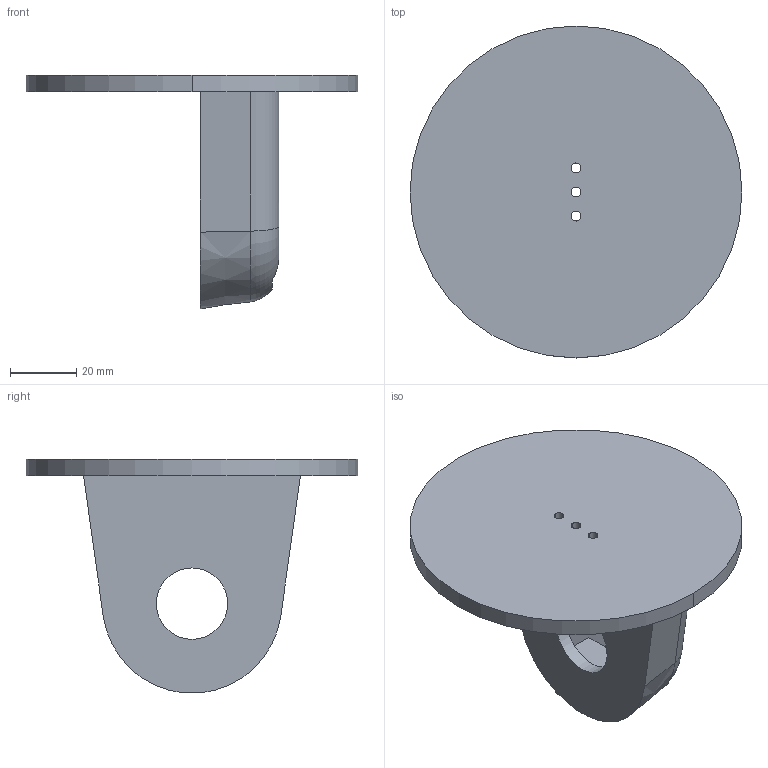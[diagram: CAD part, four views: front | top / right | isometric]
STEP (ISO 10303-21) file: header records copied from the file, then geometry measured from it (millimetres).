
FILE_DESCRIPTION (( 'STEP AP203' ), '1' );
FILE_NAME ('Rotating Waste_Default_sldprt.STEP', '2025-08-10T22:19:04', ( '' ), ( '' ), 'SwSTEP 2.0', 'SolidWorks 2024', '' );
FILE_SCHEMA (( 'CONFIG_CONTROL_DESIGN' ));
Length unit declared in the file: millimetre
Products named in the file (1): Rotating Waste_Default_sldprt
Bounding box: 100 x 100 x 70.45 mm (x, y, z)
Volume: 89721.8 mm3; surface area: 28124.6 mm2
Topology: 1 solids, 1 shells, 50 faces, 126 edges, 82 vertices
Faces by surface type: plane 27, cylinder 21, cone 1, torus 1
Entity records: 1613 total; most frequent: CARTESIAN_POINT 283, DIRECTION 268, ORIENTED_EDGE 252, EDGE_CURVE 126, AXIS2_PLACEMENT_3D 95, VERTEX_POINT 82, LINE 78, VECTOR 78
